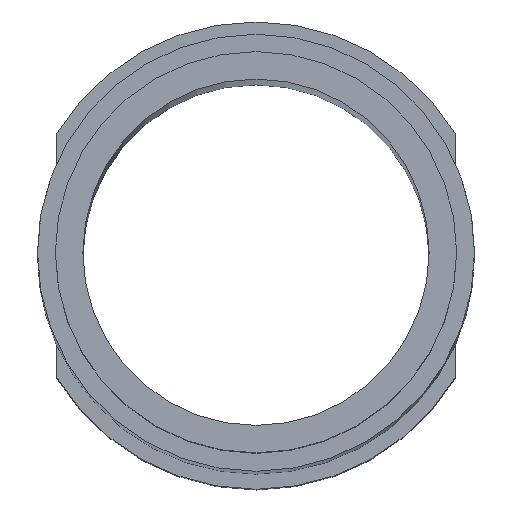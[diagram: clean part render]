
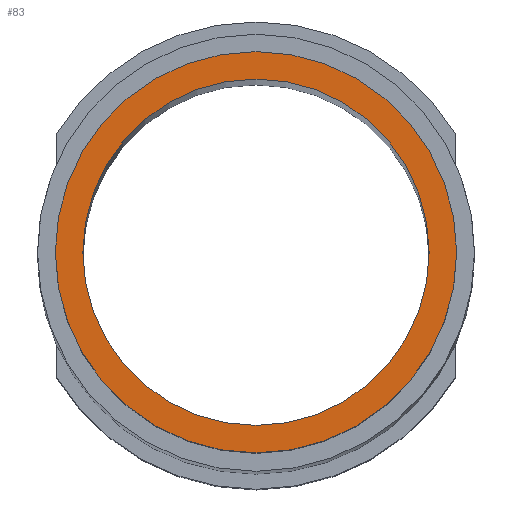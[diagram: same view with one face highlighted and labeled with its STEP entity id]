
A CAD part, top view. The second image highlights one B-rep face of the part: STEP entity #83.
In plain terms, the highlighted planar face has unit normal (0, 0, 1).
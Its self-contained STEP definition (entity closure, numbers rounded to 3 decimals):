
#6 = DIRECTION ( 'NONE',  ( 0., 0., 1. ) ) ;
#22 = CIRCLE ( 'NONE', #144, 6.3 ) ;
#40 = FACE_OUTER_BOUND ( 'NONE', #223, .T. ) ;
#54 = ORIENTED_EDGE ( 'NONE', *, *, #569, .T. ) ;
#60 = DIRECTION ( 'NONE',  ( 1., 0., 0. ) ) ;
#79 = AXIS2_PLACEMENT_3D ( 'NONE', #510, #445, #641 ) ;
#83 = ADVANCED_FACE ( 'NONE', ( #240, #40 ), #648, .T. ) ;
#93 = VERTEX_POINT ( 'NONE', #692 ) ;
#95 = CIRCLE ( 'NONE', #393, 7.3 ) ;
#105 = DIRECTION ( 'NONE',  ( 0., 0., 1. ) ) ;
#117 = CARTESIAN_POINT ( 'NONE',  ( 0., 0., 10.8 ) ) ;
#118 = ORIENTED_EDGE ( 'NONE', *, *, #497, .T. ) ;
#144 = AXIS2_PLACEMENT_3D ( 'NONE', #163, #595, #60 ) ;
#163 = CARTESIAN_POINT ( 'NONE',  ( 0., 0., 10.8 ) ) ;
#172 = CARTESIAN_POINT ( 'NONE',  ( 0., 0., 10.8 ) ) ;
#223 = EDGE_LOOP ( 'NONE', ( #54, #118 ) ) ;
#240 = FACE_BOUND ( 'NONE', #301, .T. ) ;
#257 = CARTESIAN_POINT ( 'NONE',  ( 0., 0., 10.8 ) ) ;
#277 = DIRECTION ( 'NONE',  ( 1., 0., 0. ) ) ;
#301 = EDGE_LOOP ( 'NONE', ( #760, #583 ) ) ;
#327 = VERTEX_POINT ( 'NONE', #345 ) ;
#345 = CARTESIAN_POINT ( 'NONE',  ( 6.3, 0., 10.8 ) ) ;
#393 = AXIS2_PLACEMENT_3D ( 'NONE', #172, #653, #277 ) ;
#420 = CIRCLE ( 'NONE', #705, 7.3 ) ;
#445 = DIRECTION ( 'NONE',  ( 0., 0., -1. ) ) ;
#448 = VERTEX_POINT ( 'NONE', #775 ) ;
#473 = DIRECTION ( 'NONE',  ( 1., 0., 0. ) ) ;
#497 = EDGE_CURVE ( 'NONE', #448, #93, #420, .T. ) ;
#504 = EDGE_CURVE ( 'NONE', #714, #327, #562, .T. ) ;
#510 = CARTESIAN_POINT ( 'NONE',  ( 0., 0., 10.8 ) ) ;
#516 = EDGE_CURVE ( 'NONE', #327, #714, #22, .T. ) ;
#562 = CIRCLE ( 'NONE', #79, 6.3 ) ;
#569 = EDGE_CURVE ( 'NONE', #93, #448, #95, .T. ) ;
#583 = ORIENTED_EDGE ( 'NONE', *, *, #504, .T. ) ;
#595 = DIRECTION ( 'NONE',  ( 0., 0., -1. ) ) ;
#609 = DIRECTION ( 'NONE',  ( 1., 0., 0. ) ) ;
#614 = AXIS2_PLACEMENT_3D ( 'NONE', #117, #105, #473 ) ;
#641 = DIRECTION ( 'NONE',  ( 1., 0., 0. ) ) ;
#648 = PLANE ( 'NONE',  #614 ) ;
#653 = DIRECTION ( 'NONE',  ( 0., 0., 1. ) ) ;
#692 = CARTESIAN_POINT ( 'NONE',  ( 7.3, 0., 10.8 ) ) ;
#705 = AXIS2_PLACEMENT_3D ( 'NONE', #257, #6, #609 ) ;
#714 = VERTEX_POINT ( 'NONE', #718 ) ;
#718 = CARTESIAN_POINT ( 'NONE',  ( -6.3, 0., 10.8 ) ) ;
#760 = ORIENTED_EDGE ( 'NONE', *, *, #516, .T. ) ;
#775 = CARTESIAN_POINT ( 'NONE',  ( -7.3, 0., 10.8 ) ) ;
